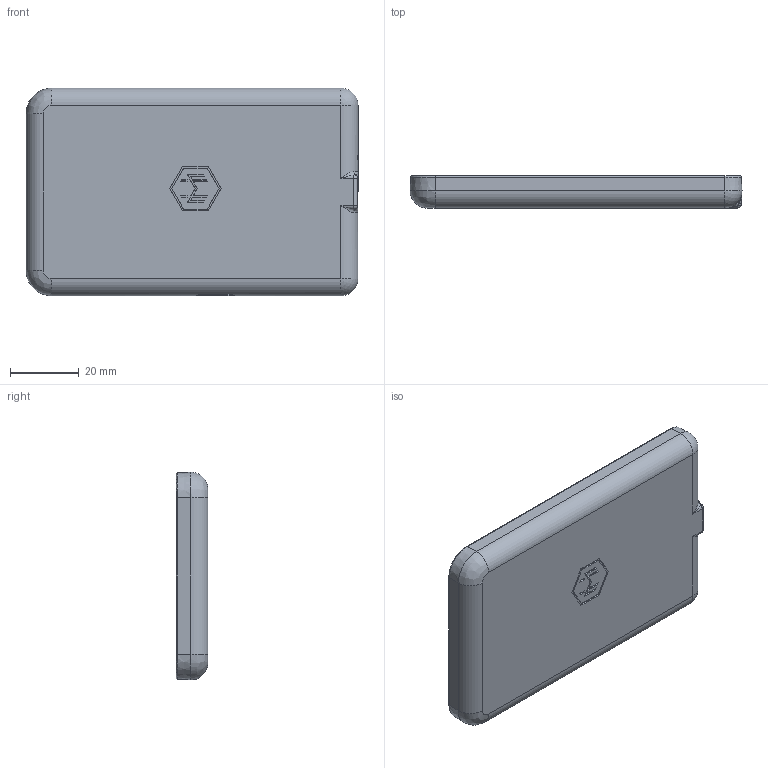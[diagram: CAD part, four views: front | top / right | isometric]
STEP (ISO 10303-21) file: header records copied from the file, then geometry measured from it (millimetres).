
FILE_DESCRIPTION(/* description */ (''),/* implementation_level */ '2;1');
FILE_NAME(/* name */ 'Casing for cover.stp',/* time_stamp */ '2019-03-06T10:23:33-06:00',/* author */ ('Reynel J. Galindo'),/* organization */ ('Megahash'),/* preprocessor_version */ 'ST-DEVELOPER v16.5',/* originating_system */ 'Autodesk Inventor 2017',/* authorisation */ '');
FILE_SCHEMA (('AUTOMOTIVE_DESIGN { 1 0 10303 214 3 1 1 }'));
Length unit declared in the file: millimetre
Products named in the file (1): Casing for cover
Bounding box: 96.84 x 9.32 x 60.6 mm (x, y, z)
Volume: 9764.2 mm3; surface area: 17718.5 mm2
Topology: 1 solids, 1 shells, 556 faces, 1442 edges, 878 vertices
Faces by surface type: plane 205, cylinder 203, bspline 84, sphere 27, cone 21, torus 16
Entity records: 19375 total; most frequent: CARTESIAN_POINT 6005, ORIENTED_EDGE 2822, DIRECTION 2816, EDGE_CURVE 1411, AXIS2_PLACEMENT_3D 1038, VERTEX_POINT 872, LINE 740, VECTOR 740
